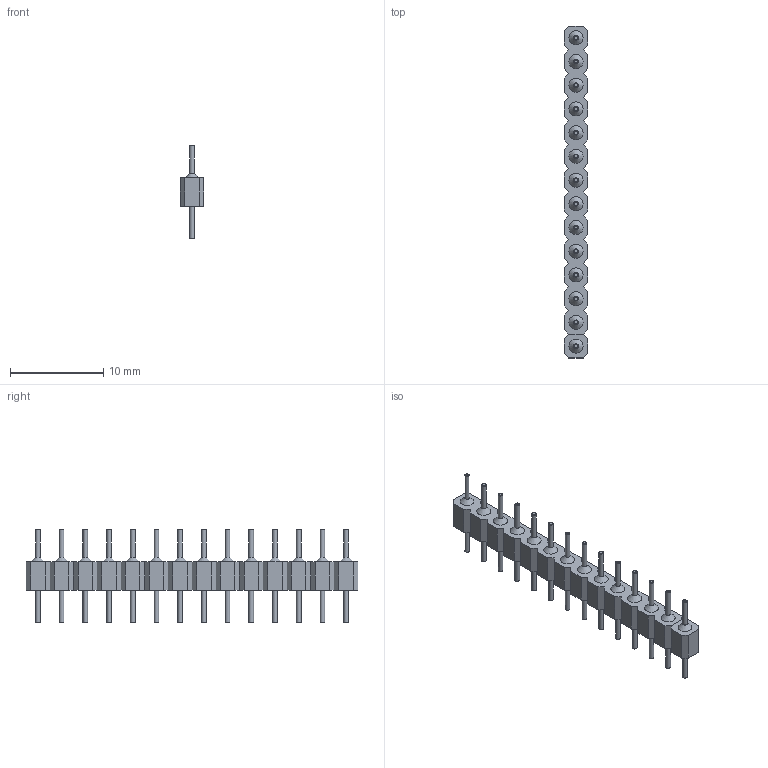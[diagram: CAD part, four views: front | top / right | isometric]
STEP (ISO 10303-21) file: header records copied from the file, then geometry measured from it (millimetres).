
FILE_DESCRIPTION(('FreeCAD Model'),'2;1');
FILE_NAME('Open CASCADE Shape Model','2023-10-22T22:51:45',('Author'),( ''),'Open CASCADE STEP processor 7.6','FreeCAD','Unknown');
FILE_SCHEMA(('AP242_MANAGED_MODEL_BASED_3D_ENGINEERING_MIM_LF. {1 0 10303 442 1 1 4 }'));
Length unit declared in the file: millimetre
Products named in the file (9): pin; PinBody; SketchPin; Revolution; PinPlastic; SketchPlastic; Pad; LinearPattern001; PinArray
Assembly tree (22 placements, depth 3):
  pin
    PinBody
    SketchPin
    Revolution
    PinPlastic
    SketchPlastic
    Pad
    LinearPattern001
    PinArray
      PinBody  x14
Bounding box: 2.54 x 35.56 x 10 mm (x, y, z)
Volume: 476.9 mm3; surface area: 1649.3 mm2
Topology: 19 solids, 19 shells, 359 faces, 870 edges, 583 vertices
Faces by surface type: plane 234, cylinder 77, cone 48
Full cylindrical faces by diameter (mm): 0.5 x32, 1.5 x45
Entity records: 8015 total; most frequent: CARTESIAN_POINT 1402, ORIENTED_EDGE 1310, DIRECTION 1261, EDGE_CURVE 655, LINE 599, VECTOR 599, VERTEX_POINT 434, AXIS2_PLACEMENT_3D 331
